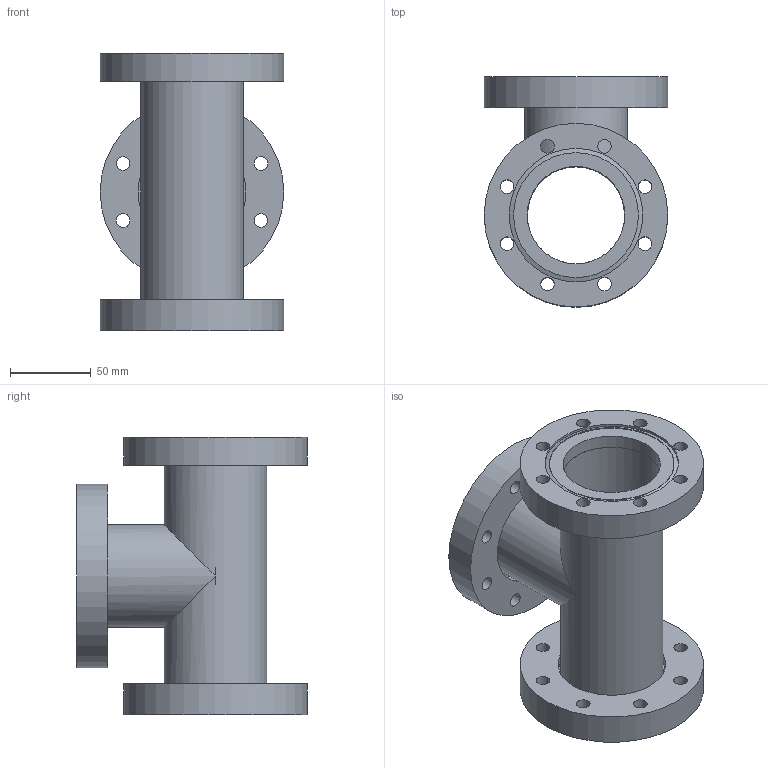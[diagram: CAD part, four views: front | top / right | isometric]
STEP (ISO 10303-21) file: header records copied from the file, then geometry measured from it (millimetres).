
FILE_DESCRIPTION((''),'2;1');
FILE_NAME('404038.stp','2008-05-16T15:33:55',('stelmach'),(''),'Autodesk Inventor 2008','Autodesk Inventor 2008','');
FILE_SCHEMA(('AUTOMOTIVE_DESIGN { 1 0 10303 214 1 1 1 1 }'));
Length unit declared in the file: inch
Products named in the file (7): 404038; 404038-001; 404038-002; 110021 (4.5 X 2.5 NR); 100021 (4.5 X 2.5 R); 100021 (4.5 X 2.5 INS); 100021 (4.5 X 2.5 REC)
Assembly tree (7 placements, depth 3):
  404038
    404038-001
    404038-002
    110021 (4.5 X 2.5 NR)
    100021 (4.5 X 2.5 R)  x2
      100021 (4.5 X 2.5 INS)
      100021 (4.5 X 2.5 REC)
Bounding box: 113.54 x 142.49 x 171.45 mm (x, y, z)
Volume: 416194 mm3; surface area: 179019.3 mm2
Topology: 7 solids, 7 shells, 77 faces, 189 edges, 129 vertices
Faces by surface type: cylinder 27, bspline 24, plane 23, cone 3
Full cylindrical faces by diameter (mm): 60.198 x2, 60.325 x3, 63.5 x2, 63.754 x3, 66.675 x2, 77.2 x2, 77.216 x1, 82.296 x2, 82.55 x3, 113.538 x3
Entity records: 1988 total; most frequent: CARTESIAN_POINT 645, DIRECTION 256, ORIENTED_EDGE 164, EDGE_LOOP 136, AXIS2_PLACEMENT_3D 125, EDGE_CURVE 82, FACE_BOUND 81, VERTEX_POINT 74
